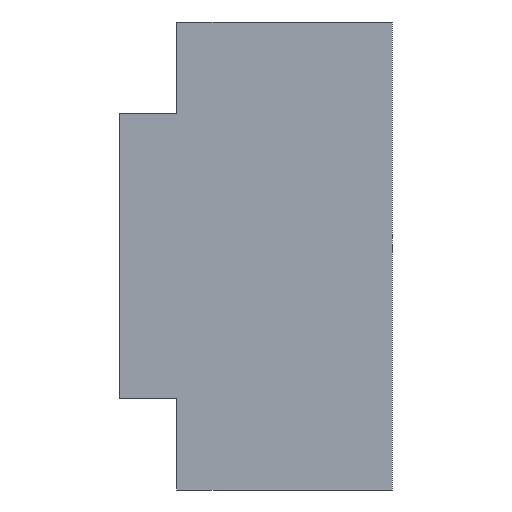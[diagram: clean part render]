
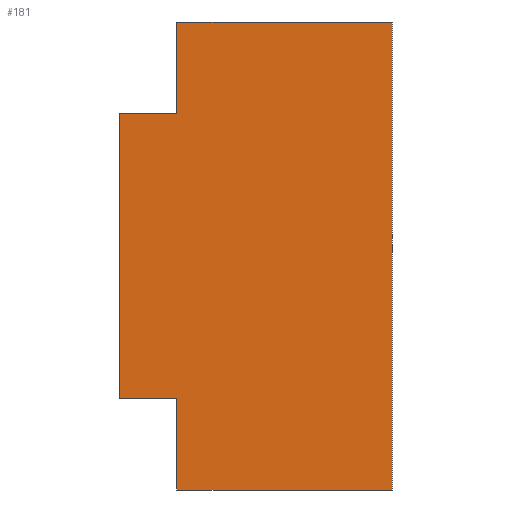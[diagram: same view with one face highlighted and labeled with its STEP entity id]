
A CAD part, front view. The second image highlights one B-rep face of the part: STEP entity #181.
In plain terms, the highlighted planar face has unit normal (0, -1, 0).
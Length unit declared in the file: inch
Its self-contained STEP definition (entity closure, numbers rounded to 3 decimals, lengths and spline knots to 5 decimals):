
#15=FACE_OUTER_BOUND('',#25,.T.);
#25=EDGE_LOOP('',(#123,#124,#125,#126,#127,#128,#129,#130));
#35=LINE('',#271,#59);
#36=LINE('',#273,#60);
#37=LINE('',#275,#61);
#38=LINE('',#277,#62);
#39=LINE('',#279,#63);
#40=LINE('',#281,#64);
#41=LINE('',#283,#65);
#42=LINE('',#284,#66);
#59=VECTOR('',#225,0.3937);
#60=VECTOR('',#226,0.3937);
#61=VECTOR('',#227,0.3937);
#62=VECTOR('',#228,0.3937);
#63=VECTOR('',#229,0.3937);
#64=VECTOR('',#230,0.3937);
#65=VECTOR('',#231,0.3937);
#66=VECTOR('',#232,0.3937);
#83=VERTEX_POINT('',#269);
#84=VERTEX_POINT('',#270);
#85=VERTEX_POINT('',#272);
#86=VERTEX_POINT('',#274);
#87=VERTEX_POINT('',#276);
#88=VERTEX_POINT('',#278);
#89=VERTEX_POINT('',#280);
#90=VERTEX_POINT('',#282);
#99=EDGE_CURVE('',#83,#84,#35,.T.);
#100=EDGE_CURVE('',#85,#83,#36,.T.);
#101=EDGE_CURVE('',#86,#85,#37,.T.);
#102=EDGE_CURVE('',#86,#87,#38,.T.);
#103=EDGE_CURVE('',#87,#88,#39,.T.);
#104=EDGE_CURVE('',#88,#89,#40,.T.);
#105=EDGE_CURVE('',#89,#90,#41,.T.);
#106=EDGE_CURVE('',#90,#84,#42,.T.);
#123=ORIENTED_EDGE('',*,*,#99,.F.);
#124=ORIENTED_EDGE('',*,*,#100,.F.);
#125=ORIENTED_EDGE('',*,*,#101,.F.);
#126=ORIENTED_EDGE('',*,*,#102,.T.);
#127=ORIENTED_EDGE('',*,*,#103,.T.);
#128=ORIENTED_EDGE('',*,*,#104,.T.);
#129=ORIENTED_EDGE('',*,*,#105,.T.);
#130=ORIENTED_EDGE('',*,*,#106,.T.);
#171=PLANE('',#211);
#181=ADVANCED_FACE('',(#15),#171,.T.);
#211=AXIS2_PLACEMENT_3D('',#268,#223,#224);
#223=DIRECTION('center_axis',(0.,-1.,0.));
#224=DIRECTION('ref_axis',(0.,0.,-1.));
#225=DIRECTION('',(1.,0.,0.));
#226=DIRECTION('',(0.,0.,1.));
#227=DIRECTION('',(-1.,0.,0.));
#228=DIRECTION('',(0.,0.,-1.));
#229=DIRECTION('',(1.,0.,0.));
#230=DIRECTION('',(0.,0.,1.));
#231=DIRECTION('',(-1.,0.,0.));
#232=DIRECTION('',(0.,0.,-1.));
#268=CARTESIAN_POINT('Origin',(-0.12795,0.,0.43307));
#269=CARTESIAN_POINT('',(-0.25591,0.,0.9252));
#270=CARTESIAN_POINT('',(-0.05906,0.,0.9252));
#271=CARTESIAN_POINT('',(-0.25591,0.,0.9252));
#272=CARTESIAN_POINT('',(-0.25591,0.,-0.05906));
#273=CARTESIAN_POINT('',(-0.25591,0.,-0.05906));
#274=CARTESIAN_POINT('',(-0.05906,0.,-0.05906));
#275=CARTESIAN_POINT('',(0.,0.,-0.05906));
#276=CARTESIAN_POINT('',(-0.05906,0.,-0.37402));
#277=CARTESIAN_POINT('',(-0.05906,0.,1.24016));
#278=CARTESIAN_POINT('',(0.68287,0.,-0.37402));
#279=CARTESIAN_POINT('',(-0.05906,0.,-0.37402));
#280=CARTESIAN_POINT('',(0.68287,0.,1.24016));
#281=CARTESIAN_POINT('',(0.68287,0.,-0.37402));
#282=CARTESIAN_POINT('',(-0.05906,0.,1.24016));
#283=CARTESIAN_POINT('',(0.68287,0.,1.24016));
#284=CARTESIAN_POINT('',(-0.05906,0.,1.24016));
